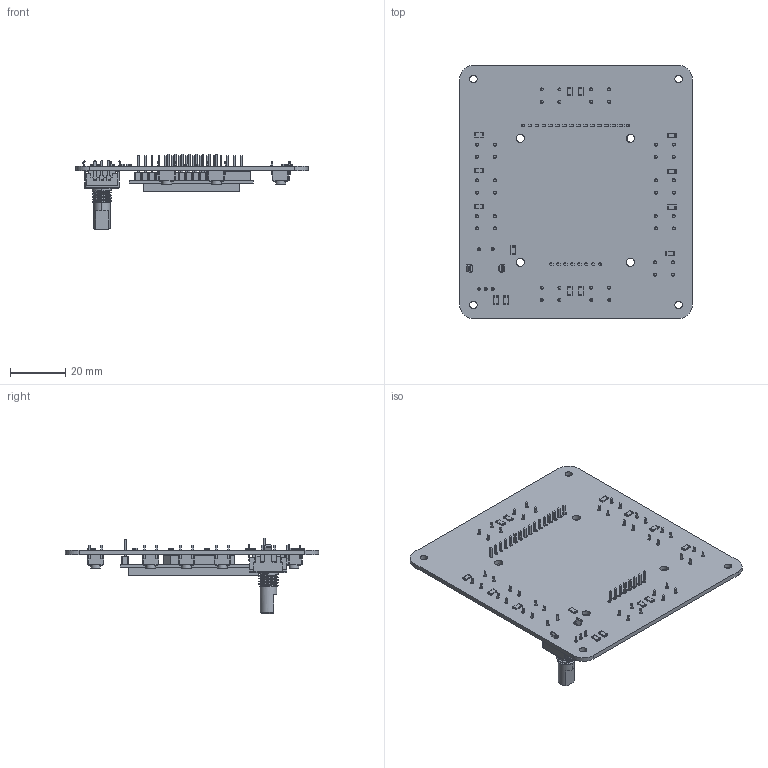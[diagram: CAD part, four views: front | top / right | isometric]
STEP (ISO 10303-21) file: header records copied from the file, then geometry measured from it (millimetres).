
FILE_DESCRIPTION(('KiCad electronic assembly'),'2;1');
FILE_NAME('DriverDeskTft.step','2024-07-16T12:01:53',('Pcbnew'),('Kicad' ),'Open CASCADE STEP processor 7.6','KiCad to STEP converter', 'Unknown');
FILE_SCHEMA(('AUTOMOTIVE_DESIGN { 1 0 10303 214 1 1 1 1 }'));
Length unit declared in the file: millimetre
Products named in the file (10): DriverDeskTft 1; R_1206_3216Metric; 01_SPI 1.8TFT AP2014; 01_SPI 1.8TFT; SW_PUSH_6mm_H5mm; SW_PUSH_6mm_h5mm; PEC11R-4215F-S0024; DriverDeskTft_PCB
Assembly tree (32 placements, depth 3):
  DriverDeskTft 1
    R_1206_3216Metric  x14
      R_1206_3216Metric
    01_SPI 1.8TFT AP2014
      01_SPI 1.8TFT
    SW_PUSH_6mm_H5mm  x11
      SW_PUSH_6mm_h5mm
    PEC11R-4215F-S0024
      PEC11R-4215F-S0024
    DriverDeskTft_PCB
Bounding box: 84.5 x 92 x 27.5 mm (x, y, z)
Volume: 24138.6 mm3; surface area: 29944.3 mm2
Topology: 69 solids, 69 shells, 2589 faces, 6696 edges, 4341 vertices
Faces by surface type: plane 1594, cylinder 895, bspline 88, torus 11, cone 1
Full cylindrical faces by diameter (mm): 1 x68, 1.1 x49, 2.7 x4, 3 x4, 3.5 x11
Entity records: 46487 total; most frequent: CARTESIAN_POINT 11994, ORIENTED_EDGE 6084, DIRECTION 5859, EDGE_CURVE 3042, LINE 2103, VECTOR 2103, VERTEX_POINT 1979, AXIS2_PLACEMENT_3D 1878
